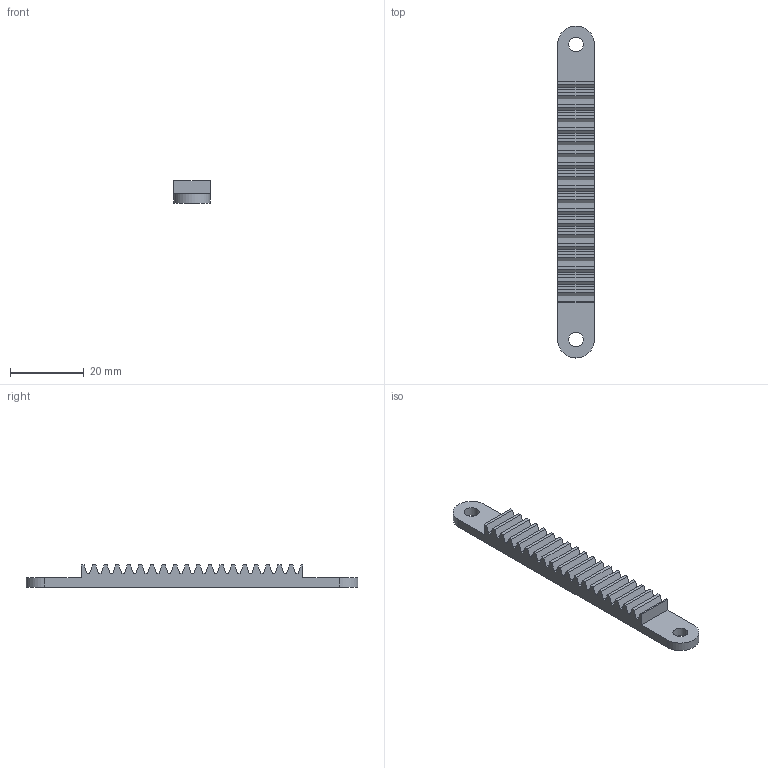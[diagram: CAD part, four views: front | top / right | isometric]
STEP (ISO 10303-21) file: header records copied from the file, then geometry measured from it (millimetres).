
FILE_DESCRIPTION(('Open CASCADE Model'),'2;1');
FILE_NAME('Open CASCADE Shape Model','2025-01-26T17:43:56',('Author'),( 'Open CASCADE'),'Open CASCADE STEP processor 7.8','Open CASCADE 7.8' ,'Unknown');
FILE_SCHEMA(('AUTOMOTIVE_DESIGN { 1 0 10303 214 1 1 1 1 }'));
Length unit declared in the file: millimetre
Products named in the file (1): Open CASCADE STEP translator 7.8 8
Bounding box: 10 x 90 x 6 mm (x, y, z)
Volume: 3600.9 mm3; surface area: 3210.3 mm2
Topology: 1 solids, 1 shells, 88 faces, 258 edges, 172 vertices
Faces by surface type: bspline 77, plane 7, cylinder 4
Full cylindrical faces by diameter (mm): 4 x2
Entity records: 5854 total; most frequent: CARTESIAN_POINT 1672, ORIENTED_EDGE 516, PCURVE 516, DEFINITIONAL_REPRESENTATION 516, DIRECTION 410, B_SPLINE_CURVE_WITH_KNOTS 394, LINE 364, VECTOR 364
